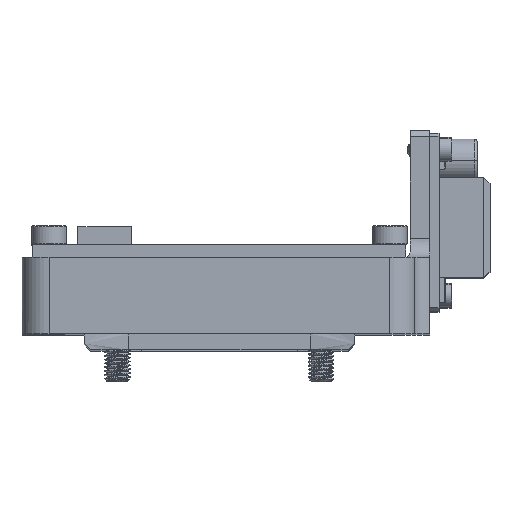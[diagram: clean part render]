
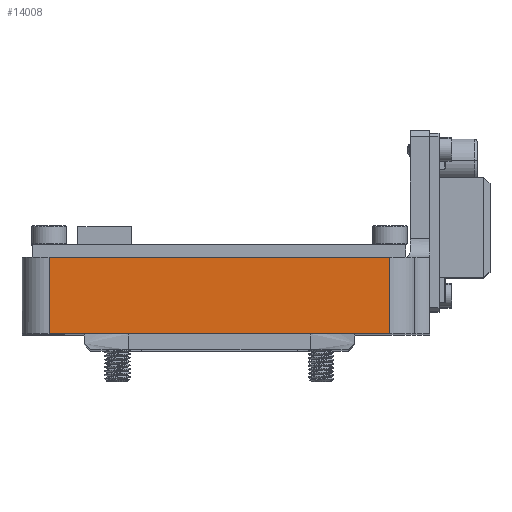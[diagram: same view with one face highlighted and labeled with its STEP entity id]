
A CAD part, top view. The second image highlights one B-rep face of the part: STEP entity #14008.
In plain terms, the highlighted planar face has unit normal (0, 0, 1).
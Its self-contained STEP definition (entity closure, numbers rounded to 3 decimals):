
#587 = EDGE_CURVE ( 'NONE', #4951, #23163, #11814, .T. ) ;
#1363 = ORIENTED_EDGE ( 'NONE', *, *, #13662, .T. ) ;
#1868 = VERTEX_POINT ( 'NONE', #4940 ) ;
#4940 = CARTESIAN_POINT ( 'NONE',  ( 26.75, -2., 66.45 ) ) ;
#4951 = VERTEX_POINT ( 'NONE', #21709 ) ;
#5214 = FACE_OUTER_BOUND ( 'NONE', #6062, .T. ) ;
#6062 = EDGE_LOOP ( 'NONE', ( #21977, #1363, #12241, #9708 ) ) ;
#7297 = CARTESIAN_POINT ( 'NONE',  ( -26.75, -2., 66.45 ) ) ;
#7573 = LINE ( 'NONE', #11288, #7991 ) ;
#7991 = VECTOR ( 'NONE', #20780, 1000. ) ;
#8512 = CARTESIAN_POINT ( 'NONE',  ( -26.75, 10., 66.45 ) ) ;
#9039 = CARTESIAN_POINT ( 'NONE',  ( 0., 0., 66.45 ) ) ;
#9103 = VECTOR ( 'NONE', #22362, 1000. ) ;
#9708 = ORIENTED_EDGE ( 'NONE', *, *, #16958, .T. ) ;
#10505 = VERTEX_POINT ( 'NONE', #20820 ) ;
#10738 = DIRECTION ( 'NONE',  ( 0., -1., 0. ) ) ;
#11102 = AXIS2_PLACEMENT_3D ( 'NONE', #9039, #18767, #14492 ) ;
#11288 = CARTESIAN_POINT ( 'NONE',  ( 26.75, 10., 66.45 ) ) ;
#11814 = LINE ( 'NONE', #19322, #13383 ) ;
#12241 = ORIENTED_EDGE ( 'NONE', *, *, #587, .T. ) ;
#13383 = VECTOR ( 'NONE', #17737, 1000. ) ;
#13662 = EDGE_CURVE ( 'NONE', #1868, #4951, #7573, .T. ) ;
#14008 = ADVANCED_FACE ( 'NONE', ( #5214 ), #24108, .F. ) ;
#14492 = DIRECTION ( 'NONE',  ( -1., 0., 0. ) ) ;
#16958 = EDGE_CURVE ( 'NONE', #23163, #10505, #20232, .T. ) ;
#17737 = DIRECTION ( 'NONE',  ( -1., 0., 0. ) ) ;
#18767 = DIRECTION ( 'NONE',  ( 0., 0., -1. ) ) ;
#19322 = CARTESIAN_POINT ( 'NONE',  ( 26.75, 10., 66.45 ) ) ;
#20196 = VECTOR ( 'NONE', #10738, 1000. ) ;
#20232 = LINE ( 'NONE', #8512, #20196 ) ;
#20780 = DIRECTION ( 'NONE',  ( 0., 1., 0. ) ) ;
#20820 = CARTESIAN_POINT ( 'NONE',  ( -26.75, -2., 66.45 ) ) ;
#21709 = CARTESIAN_POINT ( 'NONE',  ( 26.75, 10., 66.45 ) ) ;
#21977 = ORIENTED_EDGE ( 'NONE', *, *, #24303, .T. ) ;
#22362 = DIRECTION ( 'NONE',  ( 1., 0., 0. ) ) ;
#23163 = VERTEX_POINT ( 'NONE', #23877 ) ;
#23877 = CARTESIAN_POINT ( 'NONE',  ( -26.75, 10., 66.45 ) ) ;
#24108 = PLANE ( 'NONE',  #11102 ) ;
#24216 = LINE ( 'NONE', #7297, #9103 ) ;
#24303 = EDGE_CURVE ( 'NONE', #10505, #1868, #24216, .T. ) ;
